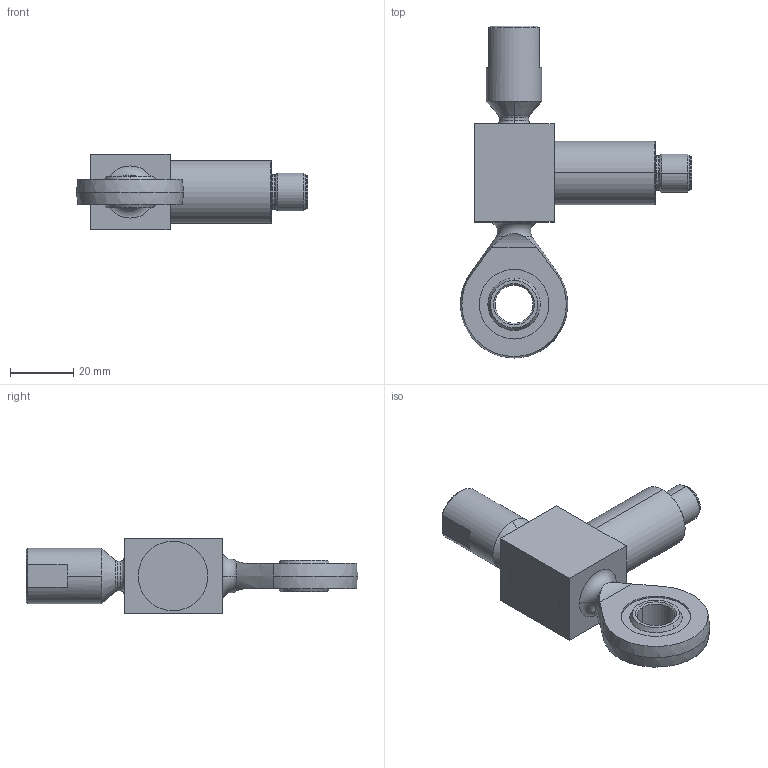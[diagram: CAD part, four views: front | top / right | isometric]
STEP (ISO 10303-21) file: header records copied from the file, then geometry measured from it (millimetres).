
FILE_DESCRIPTION((''),'2;1');
FILE_NAME('14640417______________06708740_ASM','2023-08-10T10:15:01',('GemeinT'),(''),'CREO PARAMETRIC BY PTC INC, 2022414','CREO PARAMETRIC BY PTC INC, 2022414','');
FILE_SCHEMA(('AP242_MANAGED_MODEL_BASED_3D_ENGINEERING_MIM_LF { 1 0 10303 442 1 1 4 }'));
Length unit declared in the file: millimetre
Products named in the file (12): 14639524______________06688107; 5866_001_033___________1393200; 14560553______________06297116; ART23203_KOERP_5PLG___04597543; ART55765_ORING_8X1_25_04597544; ART23204_PIN_LOET_NEU_05276559; STK_EINS_5LOET_NEU____05276558_ASM; 14512604______________06052351_ASM; 14560560______________06297174; 14512608______________06052461_ASM; A5432X001003__________02748054; 14640417______________06708740_ASM
Assembly tree (15 placements, depth 5):
  14640417______________06708740_ASM
    14639524______________06688107
    5866_001_033___________1393200
    14512608______________06052461_ASM
      14512604______________06052351_ASM
        14560553______________06297116
        STK_EINS_5LOET_NEU____05276558_ASM
          ART23203_KOERP_5PLG___04597543
          ART55765_ORING_8X1_25_04597544
          ART23204_PIN_LOET_NEU_05276559  x5
      14560560______________06297174
    A5432X001003__________02748054
Bounding box: 73.12 x 105 x 24 mm (x, y, z)
Volume: 34525.5 mm3; surface area: 20773.8 mm2
Topology: 12 solids, 14 shells, 608 faces, 1478 edges, 932 vertices
Faces by surface type: plane 283, cylinder 195, cone 81, torus 33, sphere 16
Entity records: 18771 total; most frequent: CARTESIAN_POINT 2855, DIRECTION 2630, ORIENTED_EDGE 2440, EDGE_CURVE 1224, PRESENTATION_STYLE_ASSIGNMENT 1071, STYLED_ITEM 1071, CURVE_STYLE 1064, AXIS2_PLACEMENT_3D 938
